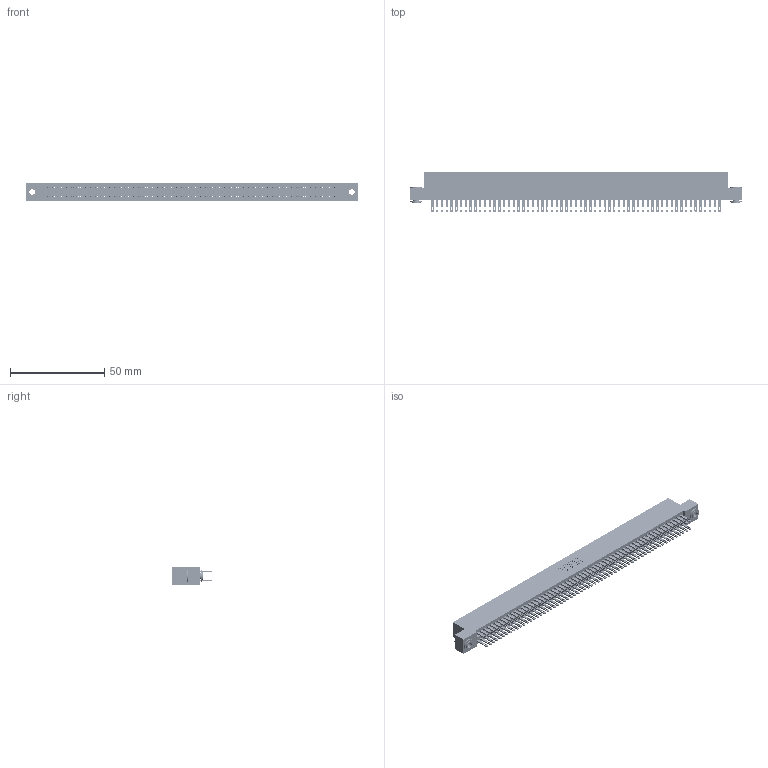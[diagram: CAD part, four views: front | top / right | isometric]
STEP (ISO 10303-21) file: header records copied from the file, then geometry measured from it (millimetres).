
FILE_DESCRIPTION (( 'STEP AP203' ), '1' );
FILE_NAME ('845-122-500-203.STEP', '2018-11-21T07:48:28', ( '' ), ( '' ), 'SwSTEP 2.0', 'SolidWorks 2016', '' );
FILE_SCHEMA (( 'CONFIG_CONTROL_DESIGN' ));
Length unit declared in the file: inch
Products named in the file (4): 845 Part_Flush Mounting Lugs - 0.156 Dia-TH; 345-292-001_345-293-100; 345-250-002_345-250-002-102; 845-122-500-203
Assembly tree (125 placements, depth 2):
  845-122-500-203
    845 Part_Flush Mounting Lugs - 0.156 Dia-TH
    345-292-001_345-293-100  x122
    345-250-002_345-250-002-102  x2
Bounding box: 176.15 x 21.51 x 9.4 mm (x, y, z)
Volume: 17679.9 mm3; surface area: 27951 mm2
Topology: 125 solids, 125 shells, 5776 faces, 17619 edges, 11742 vertices
Faces by surface type: plane 3384, cylinder 2384, cone 8
Entity records: 45884 total; most frequent: CARTESIAN_POINT 7647, ORIENTED_EDGE 7574, DIRECTION 6753, EDGE_CURVE 3787, VECTOR 3383, LINE 3383, VERTEX_POINT 2522, AXIS2_PLACEMENT_3D 1685
